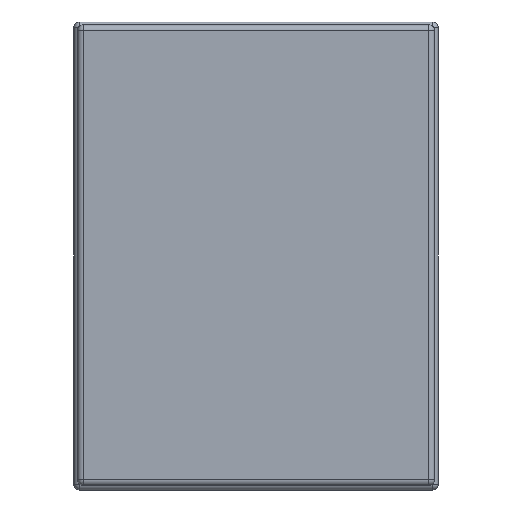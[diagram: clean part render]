
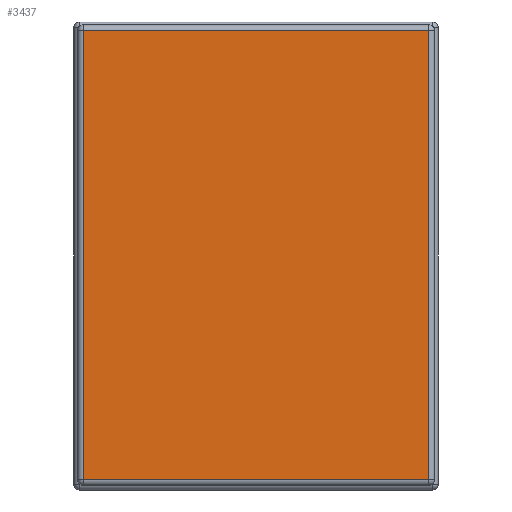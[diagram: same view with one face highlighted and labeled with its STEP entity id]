
A CAD part, front view. The second image highlights one B-rep face of the part: STEP entity #3437.
In plain terms, the highlighted face is planar.
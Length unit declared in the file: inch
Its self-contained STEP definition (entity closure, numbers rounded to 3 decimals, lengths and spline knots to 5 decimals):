
#416=LINE('',#5030,#540);
#420=LINE('',#5046,#544);
#422=LINE('',#5049,#546);
#424=LINE('',#5052,#548);
#540=VECTOR('',#4221,19.5);
#544=VECTOR('',#4239,15.);
#546=VECTOR('',#4243,19.5);
#548=VECTOR('',#4247,15.);
#699=PLANE('',#3737);
#956=FACE_OUTER_BOUND('',#1234,.T.);
#1234=EDGE_LOOP('',(#2509,#2510,#2511,#2512));
#1588=VERTEX_POINT('',#4992);
#1593=VERTEX_POINT('',#5005);
#1598=VERTEX_POINT('',#5018);
#1603=VERTEX_POINT('',#5034);
#1933=EDGE_CURVE('',#1588,#1598,#416,.T.);
#1941=EDGE_CURVE('',#1598,#1603,#420,.T.);
#1943=EDGE_CURVE('',#1603,#1593,#422,.T.);
#1945=EDGE_CURVE('',#1593,#1588,#424,.T.);
#2509=ORIENTED_EDGE('',*,*,#1933,.F.);
#2510=ORIENTED_EDGE('',*,*,#1945,.F.);
#2511=ORIENTED_EDGE('',*,*,#1943,.F.);
#2512=ORIENTED_EDGE('',*,*,#1941,.F.);
#3437=ADVANCED_FACE('',(#956),#699,.T.);
#3737=AXIS2_PLACEMENT_3D('',#5061,#4259,#4260);
#4221=DIRECTION('',(0.,0.,1.));
#4239=DIRECTION('',(-1.,0.,0.));
#4243=DIRECTION('',(0.,0.,-1.));
#4247=DIRECTION('',(1.,0.,0.));
#4259=DIRECTION('center_axis',(0.,1.,0.));
#4260=DIRECTION('ref_axis',(0.,0.,1.));
#4992=CARTESIAN_POINT('',(-0.25,1.,-19.75));
#5005=CARTESIAN_POINT('',(-15.25,1.,-19.75));
#5018=CARTESIAN_POINT('',(-0.25,1.,-0.25));
#5030=CARTESIAN_POINT('',(-0.25,1.,-5.));
#5034=CARTESIAN_POINT('',(-15.25,1.,-0.25));
#5046=CARTESIAN_POINT('',(-11.625,1.,-0.25));
#5049=CARTESIAN_POINT('',(-15.25,1.,-15.));
#5052=CARTESIAN_POINT('',(-3.875,1.,-19.75));
#5061=CARTESIAN_POINT('Origin',(-7.75,1.,-10.));
